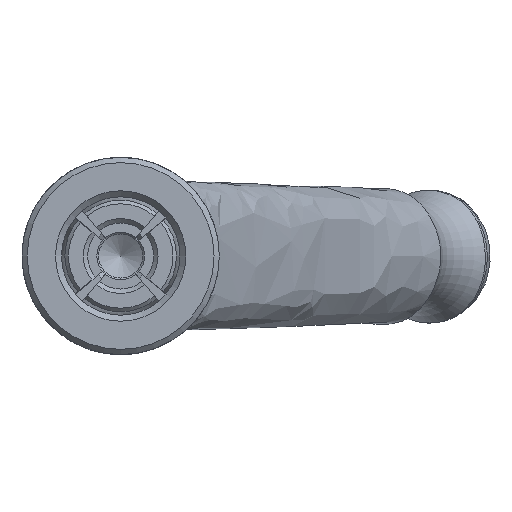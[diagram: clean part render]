
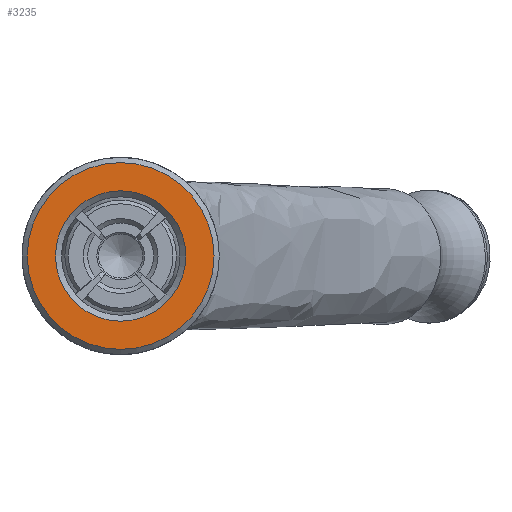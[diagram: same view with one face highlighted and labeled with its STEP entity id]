
A CAD part, left-side view. The second image highlights one B-rep face of the part: STEP entity #3235.
In plain terms, the highlighted planar face has unit normal (-1, 0, 0).
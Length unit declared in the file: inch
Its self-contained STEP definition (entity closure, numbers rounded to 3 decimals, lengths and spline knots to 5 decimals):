
#117=FACE_BOUND('',#694,.T.);
#227=PLANE('',#3596);
#463=FACE_OUTER_BOUND('',#693,.T.);
#693=EDGE_LOOP('',(#2936));
#694=EDGE_LOOP('',(#2937));
#903=CIRCLE('',#3576,0.53);
#912=CIRCLE('',#3595,0.37);
#1635=VERTEX_POINT('',#6583);
#1644=VERTEX_POINT('',#6611);
#2078=EDGE_CURVE('',#1635,#1635,#903,.T.);
#2087=EDGE_CURVE('',#1644,#1644,#912,.T.);
#2936=ORIENTED_EDGE('',*,*,#2078,.F.);
#2937=ORIENTED_EDGE('',*,*,#2087,.T.);
#3235=ADVANCED_FACE('',(#463,#117),#227,.T.);
#3576=AXIS2_PLACEMENT_3D('',#6584,#4456,#4457);
#3595=AXIS2_PLACEMENT_3D('',#6612,#4494,#4495);
#3596=AXIS2_PLACEMENT_3D('',#6613,#4496,#4497);
#4456=DIRECTION('center_axis',(1.,0.,0.));
#4457=DIRECTION('ref_axis',(0.,1.,0.));
#4494=DIRECTION('center_axis',(1.,0.,0.));
#4495=DIRECTION('ref_axis',(0.,1.,0.));
#4496=DIRECTION('center_axis',(-1.,0.,0.));
#4497=DIRECTION('ref_axis',(0.,0.,1.));
#6583=CARTESIAN_POINT('',(0.,0.53,0.));
#6584=CARTESIAN_POINT('Origin',(0.,0.,
0.));
#6611=CARTESIAN_POINT('',(0.,0.37,0.));
#6612=CARTESIAN_POINT('Origin',(0.,0.,0.));
#6613=CARTESIAN_POINT('Origin',(0.,0.45,0.));
